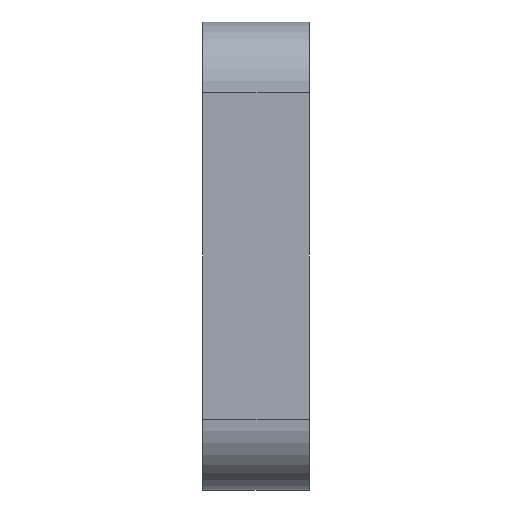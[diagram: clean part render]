
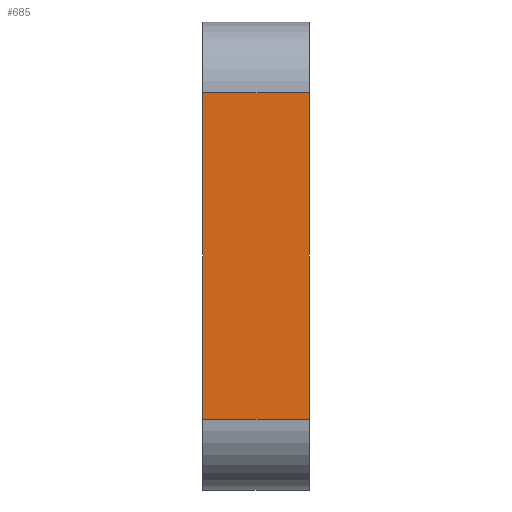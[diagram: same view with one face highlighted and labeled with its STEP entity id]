
A CAD part, left-side view. The second image highlights one B-rep face of the part: STEP entity #685.
In plain terms, the highlighted planar face has unit normal (-1, 0, 0).
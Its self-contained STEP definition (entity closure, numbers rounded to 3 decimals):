
#7 = LINE ( 'NONE', #494, #571 ) ;
#11 = VERTEX_POINT ( 'NONE', #668 ) ;
#12 = VERTEX_POINT ( 'NONE', #287 ) ;
#30 = CARTESIAN_POINT ( 'NONE',  ( -168., 0., -10. ) ) ;
#45 = EDGE_CURVE ( 'NONE', #526, #197, #7, .T. ) ;
#54 = CARTESIAN_POINT ( 'NONE',  ( -168., 15., -10. ) ) ;
#130 = ORIENTED_EDGE ( 'NONE', *, *, #522, .F. ) ;
#137 = CARTESIAN_POINT ( 'NONE',  ( -168., 15., -10. ) ) ;
#138 = AXIS2_PLACEMENT_3D ( 'NONE', #137, #515, #141 ) ;
#141 = DIRECTION ( 'NONE',  ( 0., 0., -1. ) ) ;
#166 = DIRECTION ( 'NONE',  ( 0., -1., 0. ) ) ;
#197 = VERTEX_POINT ( 'NONE', #30 ) ;
#212 = VECTOR ( 'NONE', #166, 1000. ) ;
#215 = ORIENTED_EDGE ( 'NONE', *, *, #645, .F. ) ;
#220 = VECTOR ( 'NONE', #386, 1000. ) ;
#235 = PLANE ( 'NONE',  #138 ) ;
#237 = ORIENTED_EDGE ( 'NONE', *, *, #45, .T. ) ;
#281 = CARTESIAN_POINT ( 'NONE',  ( -168., 15., -10. ) ) ;
#287 = CARTESIAN_POINT ( 'NONE',  ( -168., 15., -56. ) ) ;
#317 = LINE ( 'NONE', #482, #212 ) ;
#343 = LINE ( 'NONE', #281, #220 ) ;
#370 = ORIENTED_EDGE ( 'NONE', *, *, #483, .T. ) ;
#377 = CARTESIAN_POINT ( 'NONE',  ( -168., 0., -56. ) ) ;
#386 = DIRECTION ( 'NONE',  ( 0., -1., 0. ) ) ;
#466 = VECTOR ( 'NONE', #489, 1000. ) ;
#482 = CARTESIAN_POINT ( 'NONE',  ( -168., 15., -56. ) ) ;
#483 = EDGE_CURVE ( 'NONE', #12, #526, #317, .T. ) ;
#489 = DIRECTION ( 'NONE',  ( 0., 0., 1. ) ) ;
#494 = CARTESIAN_POINT ( 'NONE',  ( -168., 0., -10. ) ) ;
#515 = DIRECTION ( 'NONE',  ( 1., 0., 0. ) ) ;
#522 = EDGE_CURVE ( 'NONE', #12, #11, #659, .T. ) ;
#526 = VERTEX_POINT ( 'NONE', #377 ) ;
#570 = FACE_OUTER_BOUND ( 'NONE', #662, .T. ) ;
#571 = VECTOR ( 'NONE', #663, 1000. ) ;
#645 = EDGE_CURVE ( 'NONE', #11, #197, #343, .T. ) ;
#659 = LINE ( 'NONE', #54, #466 ) ;
#662 = EDGE_LOOP ( 'NONE', ( #237, #215, #130, #370 ) ) ;
#663 = DIRECTION ( 'NONE',  ( 0., 0., 1. ) ) ;
#668 = CARTESIAN_POINT ( 'NONE',  ( -168., 15., -10. ) ) ;
#685 = ADVANCED_FACE ( 'NONE', ( #570 ), #235, .F. ) ;
